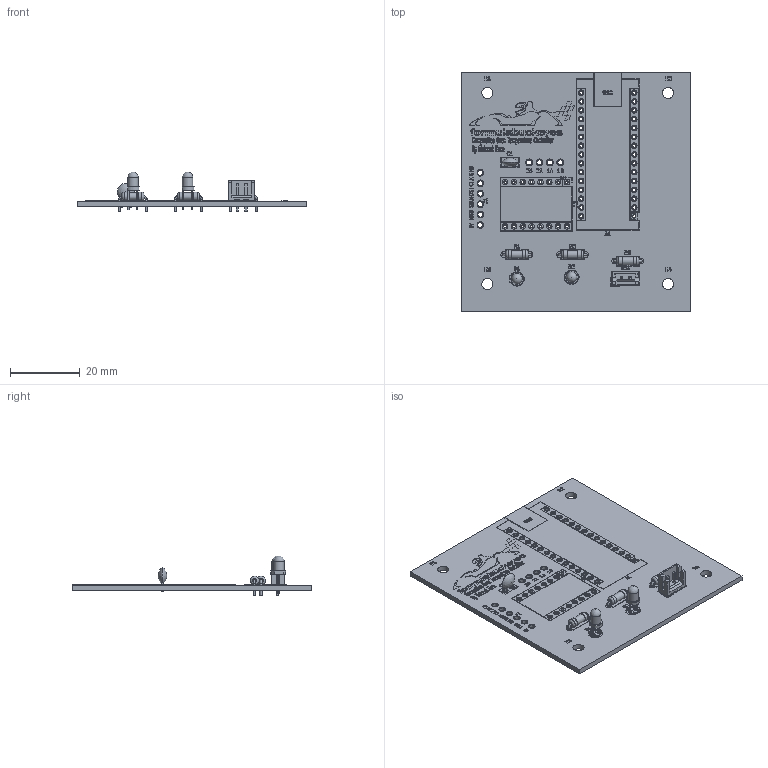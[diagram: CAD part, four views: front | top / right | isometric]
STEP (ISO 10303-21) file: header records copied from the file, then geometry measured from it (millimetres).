
FILE_DESCRIPTION(('KiCad electronic assembly'),'2;1');
FILE_NAME('ovencontroller.step','2026-02-19T16:04:34',('Pcbnew'),( 'Kicad'),'Open CASCADE STEP processor 7.8','KiCad to STEP converter' ,'Unknown');
FILE_SCHEMA(('AUTOMOTIVE_DESIGN { 1 0 10303 214 1 1 1 1 }'));
Length unit declared in the file: millimetre
Products named in the file (8): ovencontroller 1; R_Axial_DIN0207_L6.3mm_D2.5mm_P7.62mm_Horizontal; JST_EH_B2B-EH-A_1x02_P2.50mm_Vertical; LED_D3.0mm; C_Disc_D5.0mm_W2.5mm_P2.50mm; ovencontroller_pad; ovencontroller_silkscreen; ovencontroller_PCB
Assembly tree (10 placements, depth 2):
  ovencontroller 1
    R_Axial_DIN0207_L6.3mm_D2.5mm_P7.62mm_Horizontal  x3
    JST_EH_B2B-EH-A_1x02_P2.50mm_Vertical
    LED_D3.0mm  x2
    C_Disc_D5.0mm_W2.5mm_P2.50mm
    ovencontroller_pad
    ovencontroller_silkscreen
    ovencontroller_PCB
Bounding box: 66 x 69 x 11.5 mm (x, y, z)
Volume: 7030.3 mm3; surface area: 11743.4 mm2
Topology: 218 solids, 364 shells, 1275 faces, 5578 edges, 4901 vertices
Faces by surface type: plane 744, cylinder 515, torus 12, sphere 4
Full cylindrical faces by diameter (mm): 0.5 x2, 0.6 x6, 0.75 x72, 0.8 x48, 0.85 x12, 0.9 x8, 0.95 x96, 1 x64, 1.45 x30, 1.5 x20, 1.6 x104, 1.8 x4, 1.905 x12, 2 x8, 2.25 x3, 2.5 x6, 3 x2, 3.2 x4
Entity records: 62399 total; most frequent: CARTESIAN_POINT 12116, DIRECTION 9629, ORIENTED_EDGE 7416, EDGE_CURVE 5494, VERTEX_POINT 4850, LINE 3823, VECTOR 3823, AXIS2_PLACEMENT_3D 2903
